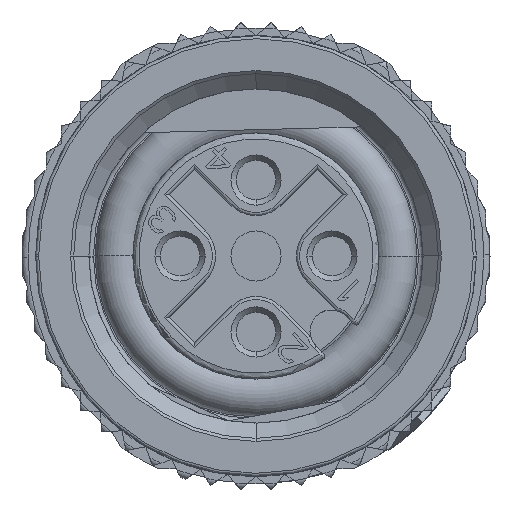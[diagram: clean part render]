
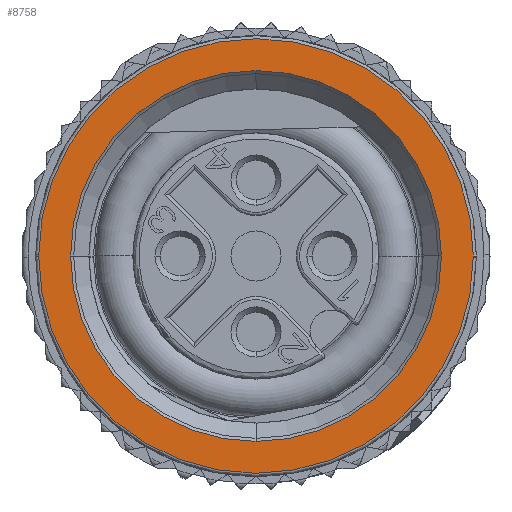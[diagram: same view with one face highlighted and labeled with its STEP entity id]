
A CAD part, front view. The second image highlights one B-rep face of the part: STEP entity #8758.
In plain terms, the highlighted planar face has unit normal (0, -1, 0).
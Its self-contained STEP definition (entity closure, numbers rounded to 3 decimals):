
#8758=ADVANCED_FACE('',(#17241,#17242),#17243,.T.);
#17241=FACE_OUTER_BOUND('',#77613,.T.);
#17242=FACE_BOUND('',#77614,.T.);
#17243=PLANE('',#77615);
#77613=EDGE_LOOP('',(#100784,#100785,#100786,#100787));
#77614=EDGE_LOOP('',(#100788,#100789,#100790,#100791));
#77615=AXIS2_PLACEMENT_3D('',#100792,#100793,#100794);
#100784=ORIENTED_EDGE('',*,*,#107078,.F.);
#100785=ORIENTED_EDGE('',*,*,#105477,.F.);
#100786=ORIENTED_EDGE('',*,*,#107076,.F.);
#100787=ORIENTED_EDGE('',*,*,#105482,.F.);
#100788=ORIENTED_EDGE('',*,*,#107086,.F.);
#100789=ORIENTED_EDGE('',*,*,#105460,.F.);
#100790=ORIENTED_EDGE('',*,*,#105467,.F.);
#100791=ORIENTED_EDGE('',*,*,#107087,.F.);
#100792=CARTESIAN_POINT('',(0.0,-12.4,0.0));
#100793=DIRECTION('',(0.0,-1.0,0.0));
#100794=DIRECTION('',(1.0,0.0,0.0));
#105460=EDGE_CURVE('',#112491,#112489,#112493,.T.);
#105467=EDGE_CURVE('',#112501,#112491,#112503,.T.);
#105477=EDGE_CURVE('',#112519,#112515,#112521,.T.);
#105482=EDGE_CURVE('',#112528,#112524,#112530,.T.);
#107076=EDGE_CURVE('',#112524,#112519,#114820,.T.);
#107078=EDGE_CURVE('',#112515,#112528,#114822,.T.);
#107086=EDGE_CURVE('',#112489,#114831,#114832,.T.);
#107087=EDGE_CURVE('',#114831,#112501,#114833,.T.);
#112489=VERTEX_POINT('',#125986);
#112491=VERTEX_POINT('',#125989);
#112493=CIRCLE('',#125992,6.1);
#112501=VERTEX_POINT('',#126001);
#112503=CIRCLE('',#126004,6.1);
#112515=VERTEX_POINT('',#126016);
#112519=VERTEX_POINT('',#126020);
#112521=CIRCLE('',#126022,7.15);
#112524=VERTEX_POINT('',#126025);
#112528=VERTEX_POINT('',#126029);
#112530=CIRCLE('',#126031,7.15);
#114820=CIRCLE('',#131230,7.15);
#114822=CIRCLE('',#131232,7.15);
#114831=VERTEX_POINT('',#131243);
#114832=CIRCLE('',#131244,6.1);
#114833=CIRCLE('',#131245,6.1);
#125986=CARTESIAN_POINT('',(0.0,-12.4,6.1));
#125989=CARTESIAN_POINT('',(6.1,-12.4,0.0));
#125992=AXIS2_PLACEMENT_3D('',#138304,#138305,#138306);
#126001=CARTESIAN_POINT('',(0.0,-12.4,-6.1));
#126004=AXIS2_PLACEMENT_3D('',#138315,#138316,#138317);
#126016=CARTESIAN_POINT('',(-7.15,-12.4,0.052));
#126020=CARTESIAN_POINT('',(-7.15,-12.4,0.0));
#126022=AXIS2_PLACEMENT_3D('',#138339,#138340,#138341);
#126025=CARTESIAN_POINT('',(7.15,-12.4,-0.052));
#126029=CARTESIAN_POINT('',(7.15,-12.4,0.0));
#126031=AXIS2_PLACEMENT_3D('',#138351,#138352,#138353);
#131230=AXIS2_PLACEMENT_3D('',#140252,#140253,#140254);
#131232=AXIS2_PLACEMENT_3D('',#140255,#140256,#140257);
#131243=CARTESIAN_POINT('',(-6.1,-12.4,0.0));
#131244=AXIS2_PLACEMENT_3D('',#140266,#140267,#140268);
#131245=AXIS2_PLACEMENT_3D('',#140269,#140270,#140271);
#138304=CARTESIAN_POINT('',(0.0,-12.4,0.0));
#138305=DIRECTION('',(0.0,-1.0,0.0));
#138306=DIRECTION('',(1.0,0.0,0.0));
#138315=CARTESIAN_POINT('',(0.0,-12.4,0.0));
#138316=DIRECTION('',(0.0,-1.0,0.0));
#138317=DIRECTION('',(0.0,0.0,-1.0));
#138339=CARTESIAN_POINT('',(0.0,-12.4,0.0));
#138340=DIRECTION('',(0.0,1.0,0.0));
#138341=DIRECTION('',(-1.0,0.0,0.0));
#138351=CARTESIAN_POINT('',(0.0,-12.4,0.0));
#138352=DIRECTION('',(-0.0,1.0,0.0));
#138353=DIRECTION('',(1.0,0.0,0.0));
#140252=CARTESIAN_POINT('',(0.0,-12.4,0.0));
#140253=DIRECTION('',(0.0,1.0,0.0));
#140254=DIRECTION('',(1.,0.0,-0.007));
#140255=CARTESIAN_POINT('',(0.0,-12.4,0.0));
#140256=DIRECTION('',(0.0,1.0,0.0));
#140257=DIRECTION('',(-1.,0.0,0.007));
#140266=CARTESIAN_POINT('',(0.0,-12.4,0.0));
#140267=DIRECTION('',(0.0,-1.0,0.0));
#140268=DIRECTION('',(0.0,0.0,1.0));
#140269=CARTESIAN_POINT('',(0.0,-12.4,0.0));
#140270=DIRECTION('',(0.0,-1.0,0.0));
#140271=DIRECTION('',(-1.0,0.0,0.0));
